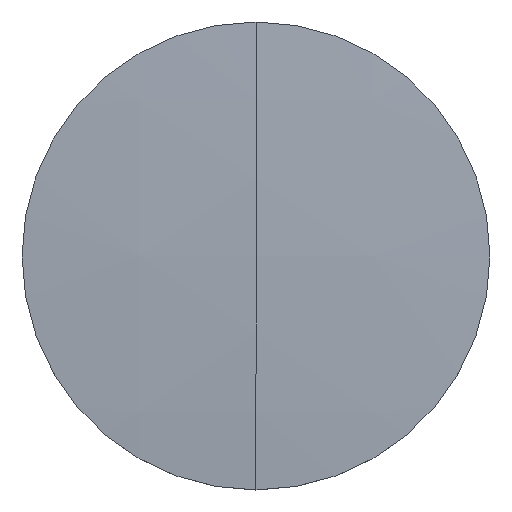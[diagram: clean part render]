
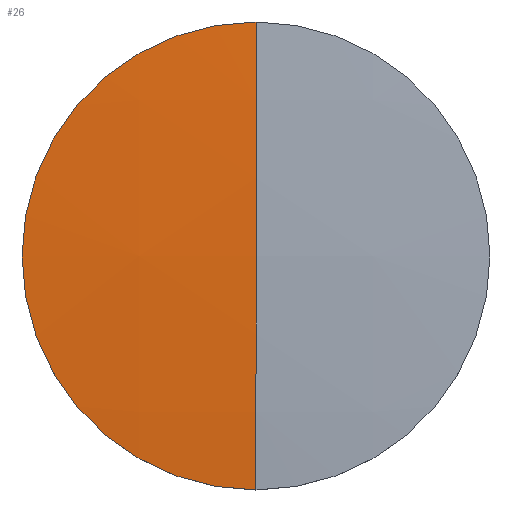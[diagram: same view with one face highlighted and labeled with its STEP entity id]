
A CAD part, top view. The second image highlights one B-rep face of the part: STEP entity #26.
In plain terms, the highlighted spherical face has radius 386.31 mm.
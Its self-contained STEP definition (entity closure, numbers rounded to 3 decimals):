
#19 = VERTEX_POINT ( 'NONE', #104 ) ;
#20 = ORIENTED_EDGE ( 'NONE', *, *, #21, .F. ) ;
#21 = EDGE_CURVE ( 'NONE', #34, #25, #102, .T. ) ;
#22 = ORIENTED_EDGE ( 'NONE', *, *, #23, .T. ) ;
#23 = EDGE_CURVE ( 'NONE', #19, #24, #97, .T. ) ;
#24 = VERTEX_POINT ( 'NONE', #93 ) ;
#25 = VERTEX_POINT ( 'NONE', #92 ) ;
#26 = ADVANCED_FACE ( 'NONE', ( #91 ), #56, .T. ) ;
#27 = EDGE_LOOP ( 'NONE', ( #22, #32, #20, #28 ) ) ;
#28 = ORIENTED_EDGE ( 'NONE', *, *, #29, .T. ) ;
#29 = EDGE_CURVE ( 'NONE', #34, #19, #141, .T. ) ;
#32 = ORIENTED_EDGE ( 'NONE', *, *, #33, .T. ) ;
#33 = EDGE_CURVE ( 'NONE', #24, #25, #160, .T. ) ;
#34 = VERTEX_POINT ( 'NONE', #153 ) ;
#53 = CARTESIAN_POINT ( 'NONE',  ( 0., 0., -384.395 ) ) ;
#54 = AXIS2_PLACEMENT_3D ( 'NONE', #53, #125, #124 ) ;
#56 = SPHERICAL_SURFACE ( 'NONE', #54, 386.31 ) ;
#91 = FACE_OUTER_BOUND ( 'NONE', #27, .T. ) ;
#92 = CARTESIAN_POINT ( 'NONE',  ( 0., 0., 1.915 ) ) ;
#93 = CARTESIAN_POINT ( 'NONE',  ( 0., -25.4, 1.079 ) ) ;
#94 = DIRECTION ( 'NONE',  ( 1., 0., 0. ) ) ;
#95 = DIRECTION ( 'NONE',  ( 0., 0., 1. ) ) ;
#96 = AXIS2_PLACEMENT_3D ( 'NONE', #103, #95, #94 ) ;
#97 = CIRCLE ( 'NONE', #96, 25.4 ) ;
#98 = DIRECTION ( 'NONE',  ( 0., 0., -1. ) ) ;
#99 = DIRECTION ( 'NONE',  ( 1., 0., 0. ) ) ;
#100 = CARTESIAN_POINT ( 'NONE',  ( 0., 0., -384.395 ) ) ;
#101 = AXIS2_PLACEMENT_3D ( 'NONE', #100, #99, #98 ) ;
#102 = CIRCLE ( 'NONE', #101, 386.31 ) ;
#103 = CARTESIAN_POINT ( 'NONE',  ( 0., 0., 1.079 ) ) ;
#104 = CARTESIAN_POINT ( 'NONE',  ( -25.4, 0., 1.079 ) ) ;
#123 = CARTESIAN_POINT ( 'NONE',  ( 0., 0., 1.079 ) ) ;
#124 = DIRECTION ( 'NONE',  ( 0., 1., 0. ) ) ;
#125 = DIRECTION ( 'NONE',  ( -1., 0., 0. ) ) ;
#138 = DIRECTION ( 'NONE',  ( 1., 0., 0. ) ) ;
#139 = DIRECTION ( 'NONE',  ( 0., 0., 1. ) ) ;
#140 = AXIS2_PLACEMENT_3D ( 'NONE', #123, #139, #138 ) ;
#141 = CIRCLE ( 'NONE', #140, 25.4 ) ;
#153 = CARTESIAN_POINT ( 'NONE',  ( 0., 25.4, 1.079 ) ) ;
#154 = DIRECTION ( 'NONE',  ( 0., -1., 0. ) ) ;
#155 = DIRECTION ( 'NONE',  ( -1., 0., 0. ) ) ;
#156 = CARTESIAN_POINT ( 'NONE',  ( 0., 0., -384.395 ) ) ;
#157 = AXIS2_PLACEMENT_3D ( 'NONE', #156, #155, #154 ) ;
#160 = CIRCLE ( 'NONE', #157, 386.31 ) ;
